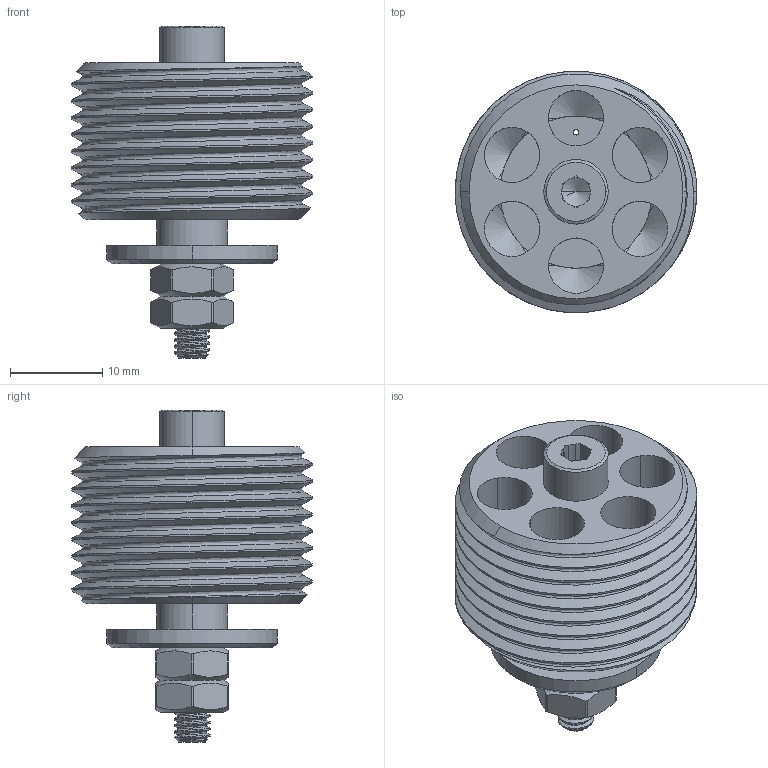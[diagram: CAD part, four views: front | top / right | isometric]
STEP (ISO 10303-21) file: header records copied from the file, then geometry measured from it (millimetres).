
FILE_DESCRIPTION (( 'STEP AP203' ), '1' );
FILE_NAME ('HBG0620.STEP', '2016-05-27T06:35:56', ( '' ), ( '' ), 'SwSTEP 2.0', 'SolidWorks 2012', '' );
FILE_SCHEMA (( 'CONFIG_CONTROL_DESIGN' ));
Length unit declared in the file: millimetre
Products named in the file (1): HBG0620
Bounding box: 26.2 x 26.16 x 36 mm (x, y, z)
Volume: 6576.7 mm3; surface area: 5733.6 mm2
Topology: 1 solids, 1 shells, 159 faces, 434 edges, 276 vertices
Faces by surface type: cylinder 69, plane 44, cone 40, bspline 6
Entity records: 11875 total; most frequent: CARTESIAN_POINT 7959, ORIENTED_EDGE 864, DIRECTION 763, EDGE_CURVE 432, AXIS2_PLACEMENT_3D 301, VERTEX_POINT 276, EDGE_LOOP 174, VECTOR 161
